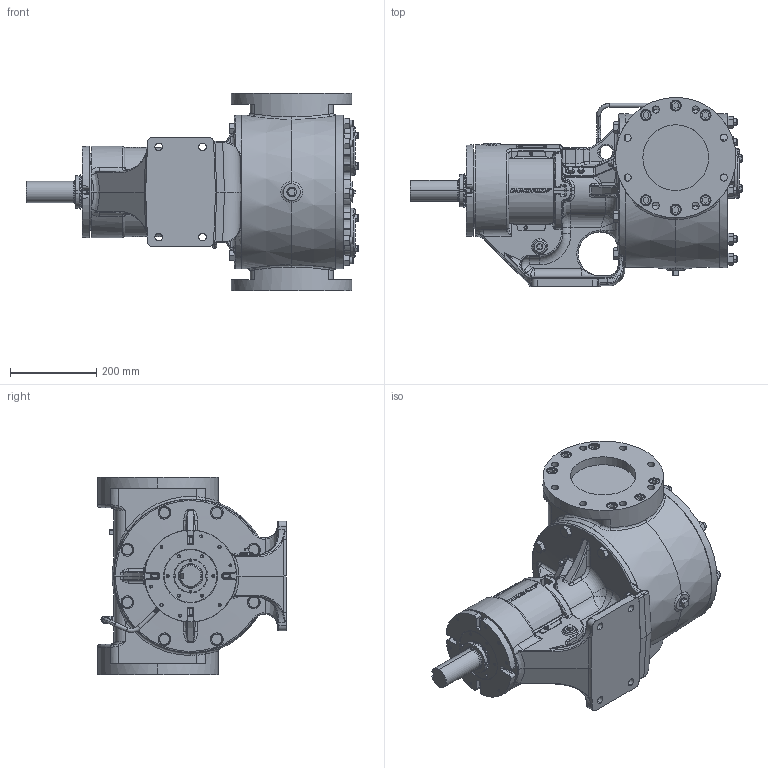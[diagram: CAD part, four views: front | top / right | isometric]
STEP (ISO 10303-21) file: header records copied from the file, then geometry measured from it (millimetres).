
FILE_DESCRIPTION (( 'STEP AP214' ), '1' );
FILE_NAME ('QV-2356.step', '2025-12-05T18:47:44', ( '' ), ( '' ), 'SwSTEP 2.0', 'SolidWorks 2024', '' );
FILE_SCHEMA (( 'AUTOMOTIVE_DESIGN' ));
Length unit declared in the file: inch
Products named in the file (1): QV-2356
Bounding box: 769.73 x 438.15 x 457.2 mm (x, y, z)
Volume: 42067594.6 mm3; surface area: 1504355.7 mm2
Topology: 1 solids, 1 shells, 4171 faces, 10574 edges, 6628 vertices
Faces by surface type: plane 1410, bspline 1333, cylinder 676, cone 596, torus 125, sphere 31
Entity records: 188110 total; most frequent: CARTESIAN_POINT 98423, ORIENTED_EDGE 20932, DIRECTION 14765, EDGE_CURVE 10466, VERTEX_POINT 6625, AXIS2_PLACEMENT_3D 5110, LINE 4545, VECTOR 4545
